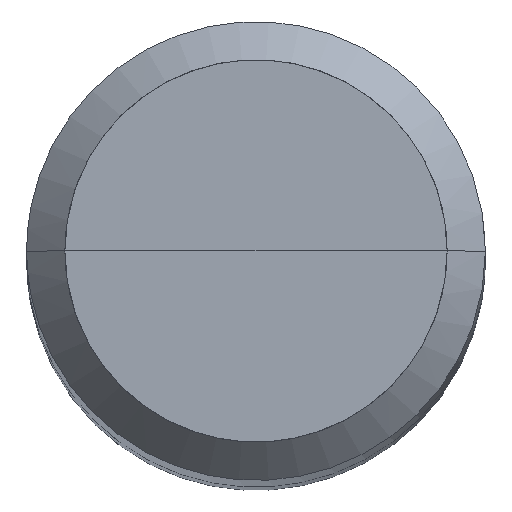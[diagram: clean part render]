
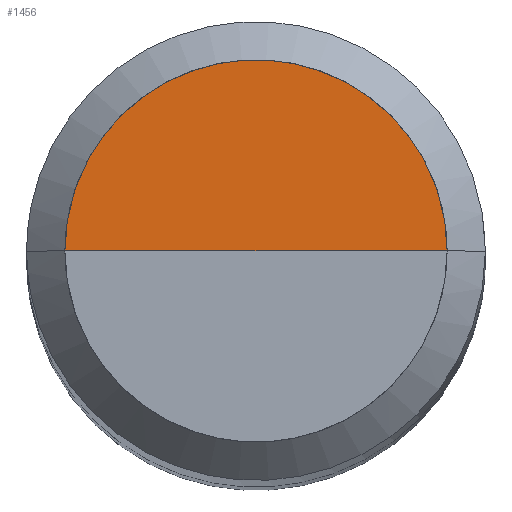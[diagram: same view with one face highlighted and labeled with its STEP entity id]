
A CAD part, top view. The second image highlights one B-rep face of the part: STEP entity #1456.
In plain terms, the highlighted free-form (B-spline) face has degree [1, 2] with [2, 5] control points.
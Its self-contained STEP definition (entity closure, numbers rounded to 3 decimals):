
#1219=CARTESIAN_POINT('',(2.5,0.0,49.0));
#1220=CARTESIAN_POINT('',(2.5,2.5,49.0));
#1221=CARTESIAN_POINT('',(0.0,2.5,49.0));
#1222=CARTESIAN_POINT('',(-2.5,2.5,49.0));
#1223=CARTESIAN_POINT('',(-2.5,0.0,49.0));
#1224=CARTESIAN_POINT('',(0.0,0.0,49.0));
#1441=(
BOUNDED_SURFACE()
B_SPLINE_SURFACE(1,2,(
(#1219,#1220,#1221,#1222,#1223),
(#1224,#1224,#1224,#1224,#1224)
), .UNSPECIFIED.,.F.,.F.,.F.)
B_SPLINE_SURFACE_WITH_KNOTS((2,2),(3,2,3),(
0.0,1.0),(
0.0,0.5,1.0), .UNSPECIFIED.)
GEOMETRIC_REPRESENTATION_ITEM()
RATIONAL_B_SPLINE_SURFACE(((1.0,0.707,1.0,0.707,1.0),
(1.0,0.707,1.0,0.707,1.0)
))
REPRESENTATION_ITEM('')
SURFACE()
);
#1442=(
BOUNDED_CURVE()
B_SPLINE_CURVE(1,(#1224,#1219),.UNSPECIFIED.,.F.,.F.)
B_SPLINE_CURVE_WITH_KNOTS((2,2),
(0.0,1.0),.UNSPECIFIED.)
CURVE()
GEOMETRIC_REPRESENTATION_ITEM()
RATIONAL_B_SPLINE_CURVE((1.0,1.0))
REPRESENTATION_ITEM('')
);
#1443=(
BOUNDED_CURVE()
B_SPLINE_CURVE(2,(#1219,#1220,#1221,#1222,#1223),.UNSPECIFIED.,.F.,.F.)
B_SPLINE_CURVE_WITH_KNOTS((3,2,3),
(0.0,0.5,1.0),.UNSPECIFIED.)
CURVE()
GEOMETRIC_REPRESENTATION_ITEM()
RATIONAL_B_SPLINE_CURVE((1.0,0.707,1.0,0.707,1.0))
REPRESENTATION_ITEM('')
);
#1444=(
BOUNDED_CURVE()
B_SPLINE_CURVE(1,(#1223,#1224),.UNSPECIFIED.,.F.,.F.)
B_SPLINE_CURVE_WITH_KNOTS((2,2),
(0.0,1.0),.UNSPECIFIED.)
CURVE()
GEOMETRIC_REPRESENTATION_ITEM()
RATIONAL_B_SPLINE_CURVE((1.0,1.0))
REPRESENTATION_ITEM('')
);
#1445=VERTEX_POINT('',#1219);
#1446=VERTEX_POINT('',#1223);
#1447=VERTEX_POINT('',#1224);
#1448=EDGE_CURVE('',#1447,#1445,#1442,.T.);
#1449=EDGE_CURVE('',#1445,#1446,#1443,.T.);
#1450=EDGE_CURVE('',#1446,#1447,#1444,.T.);
#1451=ORIENTED_EDGE('',*,*,#1448,.T.);
#1452=ORIENTED_EDGE('',*,*,#1449,.T.);
#1453=ORIENTED_EDGE('',*,*,#1450,.T.);
#1454=EDGE_LOOP('',(#1451,#1452,#1453));
#1455=FACE_OUTER_BOUND('',#1454,.T.);
#1456=ADVANCED_FACE('',(#1455),#1441,.T.);
